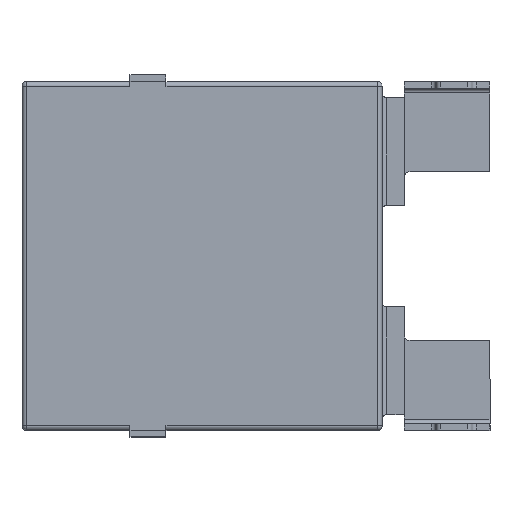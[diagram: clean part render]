
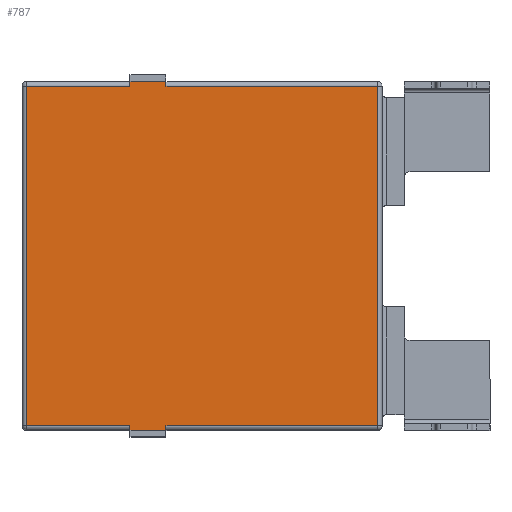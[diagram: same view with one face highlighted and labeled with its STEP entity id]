
A CAD part, top view. The second image highlights one B-rep face of the part: STEP entity #787.
In plain terms, the highlighted planar face has unit normal (0, 0, 1).
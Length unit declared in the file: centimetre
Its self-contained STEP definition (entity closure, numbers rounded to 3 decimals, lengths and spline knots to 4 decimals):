
#67 = CARTESIAN_POINT ( 'NONE',  ( -1.2353, 0.7899, 0.315 ) ) ;
#84 = EDGE_CURVE ( 'NONE', #1225, #1955, #1100, .T. ) ;
#182 = VERTEX_POINT ( 'NONE', #2462 ) ;
#202 = CARTESIAN_POINT ( 'NONE',  ( -1.2353, 0., 0.315 ) ) ;
#243 = LINE ( 'NONE', #1866, #488 ) ;
#299 = VECTOR ( 'NONE', #4471, 100. ) ;
#348 = CARTESIAN_POINT ( 'NONE',  ( 0., 0., 0.315 ) ) ;
#488 = VECTOR ( 'NONE', #1463, 100. ) ;
#499 = LINE ( 'NONE', #2516, #4932 ) ;
#558 = EDGE_CURVE ( 'NONE', #2148, #2357, #5165, .T. ) ;
#592 = EDGE_CURVE ( 'NONE', #1367, #1225, #4460, .T. ) ;
#654 = DIRECTION ( 'NONE',  ( -1., 0., 0. ) ) ;
#667 = DIRECTION ( 'NONE',  ( 1., 0., 0. ) ) ;
#704 = CARTESIAN_POINT ( 'NONE',  ( -1.0753, -0.7601, 0.315 ) ) ;
#787 = ADVANCED_FACE ( 'NONE', ( #1042 ), #3409, .F. ) ;
#812 = DIRECTION ( 'NONE',  ( 0., 1., 0. ) ) ;
#817 = EDGE_CURVE ( 'NONE', #1682, #1714, #499, .T. ) ;
#820 = CARTESIAN_POINT ( 'NONE',  ( 0., -0.7601, 0.315 ) ) ;
#842 = VERTEX_POINT ( 'NONE', #2037 ) ;
#865 = DIRECTION ( 'NONE',  ( 0., 0., -1. ) ) ;
#867 = VECTOR ( 'NONE', #1405, 100. ) ;
#997 = LINE ( 'NONE', #202, #867 ) ;
#1007 = EDGE_LOOP ( 'NONE', ( #4070, #1278, #1047, #3429, #3636, #4527, #2614, #2171, #2327, #1082, #3404, #3612 ) ) ;
#1020 = EDGE_CURVE ( 'NONE', #2148, #842, #243, .T. ) ;
#1042 = FACE_OUTER_BOUND ( 'NONE', #1007, .T. ) ;
#1047 = ORIENTED_EDGE ( 'NONE', *, *, #558, .F. ) ;
#1049 = EDGE_CURVE ( 'NONE', #2921, #182, #1062, .T. ) ;
#1062 = LINE ( 'NONE', #2705, #1859 ) ;
#1082 = ORIENTED_EDGE ( 'NONE', *, *, #592, .T. ) ;
#1100 = LINE ( 'NONE', #3186, #3420 ) ;
#1225 = VERTEX_POINT ( 'NONE', #1280 ) ;
#1246 = VECTOR ( 'NONE', #2997, 100. ) ;
#1278 = ORIENTED_EDGE ( 'NONE', *, *, #2732, .T. ) ;
#1280 = CARTESIAN_POINT ( 'NONE',  ( -1.0753, -0.7401, 0.315 ) ) ;
#1346 = VERTEX_POINT ( 'NONE', #5135 ) ;
#1356 = EDGE_CURVE ( 'NONE', #842, #1682, #4781, .T. ) ;
#1361 = AXIS2_PLACEMENT_3D ( 'NONE', #348, #865, #3334 ) ;
#1364 = CARTESIAN_POINT ( 'NONE',  ( -1.0753, 0., 0.315 ) ) ;
#1367 = VERTEX_POINT ( 'NONE', #704 ) ;
#1405 = DIRECTION ( 'NONE',  ( 0., -1., 0. ) ) ;
#1463 = DIRECTION ( 'NONE',  ( 0., -1., 0. ) ) ;
#1581 = EDGE_CURVE ( 'NONE', #1346, #3150, #997, .T. ) ;
#1647 = DIRECTION ( 'NONE',  ( 0., 1., 0. ) ) ;
#1682 = VERTEX_POINT ( 'NONE', #3817 ) ;
#1714 = VERTEX_POINT ( 'NONE', #4854 ) ;
#1838 = EDGE_CURVE ( 'NONE', #1955, #2921, #2064, .T. ) ;
#1859 = VECTOR ( 'NONE', #4602, 100. ) ;
#1866 = CARTESIAN_POINT ( 'NONE',  ( -1.2353, 0., 0.315 ) ) ;
#1955 = VERTEX_POINT ( 'NONE', #3740 ) ;
#2037 = CARTESIAN_POINT ( 'NONE',  ( -1.2353, 0.7699, 0.315 ) ) ;
#2051 = DIRECTION ( 'NONE',  ( 1., 0., 0. ) ) ;
#2061 = VECTOR ( 'NONE', #812, 100. ) ;
#2064 = LINE ( 'NONE', #4831, #2762 ) ;
#2148 = VERTEX_POINT ( 'NONE', #67 ) ;
#2171 = ORIENTED_EDGE ( 'NONE', *, *, #1581, .T. ) ;
#2185 = LINE ( 'NONE', #1364, #1246 ) ;
#2241 = VECTOR ( 'NONE', #654, 100. ) ;
#2326 = CARTESIAN_POINT ( 'NONE',  ( 0., -0.7401, 0.315 ) ) ;
#2327 = ORIENTED_EDGE ( 'NONE', *, *, #5059, .T. ) ;
#2357 = VERTEX_POINT ( 'NONE', #4077 ) ;
#2462 = CARTESIAN_POINT ( 'NONE',  ( -1.0753, 0.7699, 0.315 ) ) ;
#2516 = CARTESIAN_POINT ( 'NONE',  ( -1.6953, 0., 0.315 ) ) ;
#2614 = ORIENTED_EDGE ( 'NONE', *, *, #4529, .T. ) ;
#2646 = CARTESIAN_POINT ( 'NONE',  ( -1.2353, -0.7601, 0.315 ) ) ;
#2705 = CARTESIAN_POINT ( 'NONE',  ( -1.0753, 0.7699, 0.315 ) ) ;
#2732 = EDGE_CURVE ( 'NONE', #182, #2357, #2185, .T. ) ;
#2762 = VECTOR ( 'NONE', #1647, 100. ) ;
#2833 = LINE ( 'NONE', #820, #299 ) ;
#2921 = VERTEX_POINT ( 'NONE', #3357 ) ;
#2997 = DIRECTION ( 'NONE',  ( 0., 1., 0. ) ) ;
#3150 = VERTEX_POINT ( 'NONE', #2646 ) ;
#3183 = VECTOR ( 'NONE', #2051, 100. ) ;
#3186 = CARTESIAN_POINT ( 'NONE',  ( 0., -0.7401, 0.315 ) ) ;
#3334 = DIRECTION ( 'NONE',  ( -1., 0., 0. ) ) ;
#3357 = CARTESIAN_POINT ( 'NONE',  ( -0.1353, 0.7699, 0.315 ) ) ;
#3404 = ORIENTED_EDGE ( 'NONE', *, *, #84, .T. ) ;
#3409 = PLANE ( 'NONE',  #1361 ) ;
#3420 = VECTOR ( 'NONE', #4786, 100. ) ;
#3429 = ORIENTED_EDGE ( 'NONE', *, *, #1020, .T. ) ;
#3612 = ORIENTED_EDGE ( 'NONE', *, *, #1838, .T. ) ;
#3636 = ORIENTED_EDGE ( 'NONE', *, *, #1356, .T. ) ;
#3740 = CARTESIAN_POINT ( 'NONE',  ( -0.1353, -0.7401, 0.315 ) ) ;
#3817 = CARTESIAN_POINT ( 'NONE',  ( -1.6953, 0.7699, 0.315 ) ) ;
#4070 = ORIENTED_EDGE ( 'NONE', *, *, #1049, .T. ) ;
#4077 = CARTESIAN_POINT ( 'NONE',  ( -1.0753, 0.7899, 0.315 ) ) ;
#4134 = DIRECTION ( 'NONE',  ( 0., -1., 0. ) ) ;
#4307 = VECTOR ( 'NONE', #667, 100. ) ;
#4342 = LINE ( 'NONE', #2326, #4307 ) ;
#4460 = LINE ( 'NONE', #4487, #2061 ) ;
#4471 = DIRECTION ( 'NONE',  ( 1., 0., 0. ) ) ;
#4487 = CARTESIAN_POINT ( 'NONE',  ( -1.0753, 0., 0.315 ) ) ;
#4527 = ORIENTED_EDGE ( 'NONE', *, *, #817, .T. ) ;
#4529 = EDGE_CURVE ( 'NONE', #1714, #1346, #4342, .T. ) ;
#4602 = DIRECTION ( 'NONE',  ( -1., 0., 0. ) ) ;
#4781 = LINE ( 'NONE', #5212, #2241 ) ;
#4786 = DIRECTION ( 'NONE',  ( 1., 0., 0. ) ) ;
#4831 = CARTESIAN_POINT ( 'NONE',  ( -0.1353, 0.7899, 0.315 ) ) ;
#4854 = CARTESIAN_POINT ( 'NONE',  ( -1.6953, -0.7401, 0.315 ) ) ;
#4865 = CARTESIAN_POINT ( 'NONE',  ( 0., 0.7899, 0.315 ) ) ;
#4932 = VECTOR ( 'NONE', #4134, 100. ) ;
#5059 = EDGE_CURVE ( 'NONE', #3150, #1367, #2833, .T. ) ;
#5135 = CARTESIAN_POINT ( 'NONE',  ( -1.2353, -0.7401, 0.315 ) ) ;
#5165 = LINE ( 'NONE', #4865, #3183 ) ;
#5212 = CARTESIAN_POINT ( 'NONE',  ( -1.7153, 0.7699, 0.315 ) ) ;
